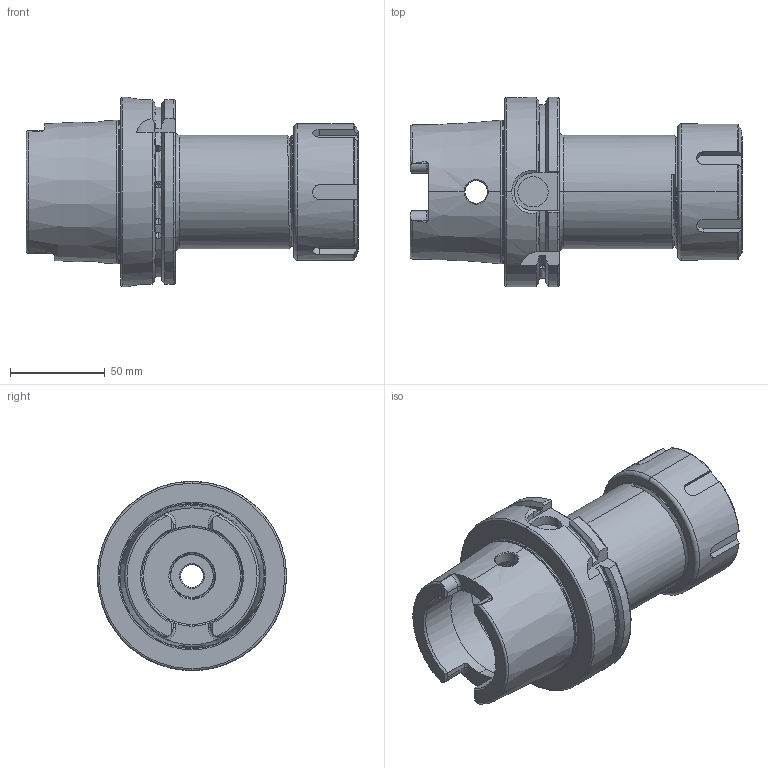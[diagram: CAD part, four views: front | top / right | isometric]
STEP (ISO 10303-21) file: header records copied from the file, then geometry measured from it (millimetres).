
FILE_DESCRIPTION (( 'STEP AP203' ), '1' );
FILE_NAME ('A100.01.32.STEP', '2016-11-26T03:05:50', ( '' ), ( '' ), 'SwSTEP 2.0', 'SolidWorks 2012', '' );
FILE_SCHEMA (( 'CONFIG_CONTROL_DESIGN' ));
Products named in the file (7): OZ32#200 3.96MM鋼珠; OZ32Y1; A100.01.32; OZ32001PD; OZ螺帽螺絲 M5; OZ32002PD
Assembly tree (49 placements, depth 3):
  A100.01.32
    A100.01.32
    OZ32Y1
      OZ32001PD
      OZ32002PD
      OZ螺帽螺絲 M5
      OZ32#200 3.96MM鋼珠  x44
Bounding box: 175.47 x 100 x 100 mm (x, y, z)
Volume: 470397.3 mm3; surface area: 108650.7 mm2
Topology: 48 solids, 48 shells, 515 faces, 1461 edges, 951 vertices
Faces by surface type: cylinder 168, sphere 88, plane 84, cone 69, torus 67, bspline 39
Entity records: 37579 total; most frequent: CARTESIAN_POINT 25860, ORIENTED_EDGE 2290, DIRECTION 1854, EDGE_CURVE 1145, AXIS2_PLACEMENT_3D 764, VERTEX_POINT 733, EDGE_LOOP 448, FACE_OUTER_BOUND 429
